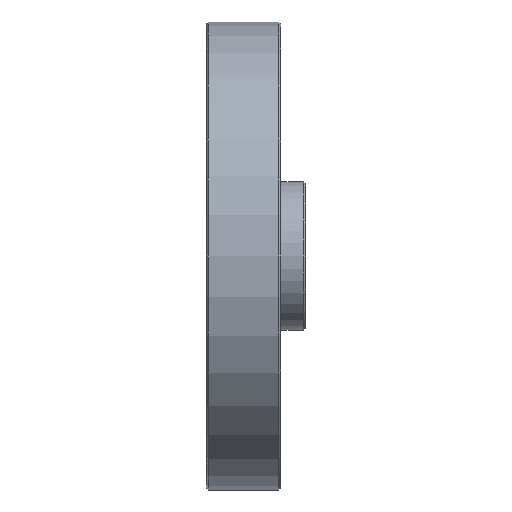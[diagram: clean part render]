
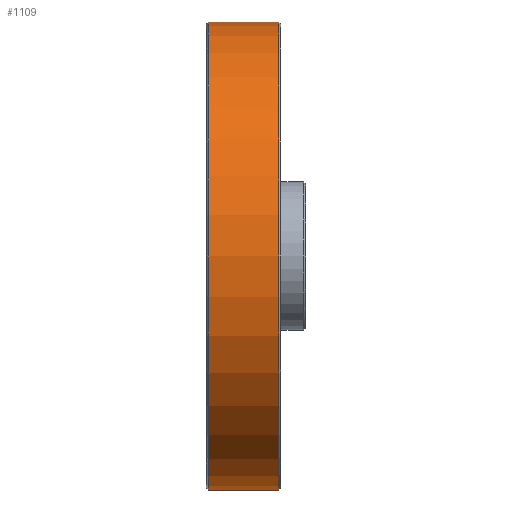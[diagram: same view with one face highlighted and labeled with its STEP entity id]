
A CAD part, left-side view. The second image highlights one B-rep face of the part: STEP entity #1109.
In plain terms, the highlighted cylindrical face has radius 30 mm (diameter 60 mm), a partial arc.
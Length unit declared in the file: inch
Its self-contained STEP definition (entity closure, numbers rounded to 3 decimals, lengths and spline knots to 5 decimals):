
#42 = ORIENTED_EDGE ( 'NONE', *, *, #565, .T. ) ;
#143 = CARTESIAN_POINT ( 'NONE',  ( 0., -0.17766, 1.1811 ) ) ;
#161 = VECTOR ( 'NONE', #786, 39.37008 ) ;
#564 = CARTESIAN_POINT ( 'NONE',  ( 0., 0.17766, -1.1811 ) ) ;
#565 = EDGE_CURVE ( 'NONE', #978, #3598, #3921, .T. ) ;
#685 = DIRECTION ( 'NONE',  ( 0., -1., 0. ) ) ;
#786 = DIRECTION ( 'NONE',  ( 0., -1., 0. ) ) ;
#943 = AXIS2_PLACEMENT_3D ( 'NONE', #3439, #2278, #3761 ) ;
#978 = VERTEX_POINT ( 'NONE', #1892 ) ;
#1019 = ORIENTED_EDGE ( 'NONE', *, *, #1751, .F. ) ;
#1109 = ADVANCED_FACE ( 'NONE', ( #1646 ), #3780, .T. ) ;
#1188 = EDGE_CURVE ( 'NONE', #3489, #2355, #3914, .T. ) ;
#1424 = LINE ( 'NONE', #2015, #161 ) ;
#1456 = AXIS2_PLACEMENT_3D ( 'NONE', #3196, #2869, #3179 ) ;
#1483 = LINE ( 'NONE', #2671, #2001 ) ;
#1646 = FACE_OUTER_BOUND ( 'NONE', #2679, .T. ) ;
#1751 = EDGE_CURVE ( 'NONE', #978, #2355, #1483, .T. ) ;
#1891 = EDGE_CURVE ( 'NONE', #3598, #3489, #1424, .T. ) ;
#1892 = CARTESIAN_POINT ( 'NONE',  ( 0., 0.17766, 1.1811 ) ) ;
#2001 = VECTOR ( 'NONE', #3889, 39.37008 ) ;
#2015 = CARTESIAN_POINT ( 'NONE',  ( 0., 0.1875, -1.1811 ) ) ;
#2089 = AXIS2_PLACEMENT_3D ( 'NONE', #3385, #685, #2778 ) ;
#2278 = DIRECTION ( 'NONE',  ( 0., -1., 0. ) ) ;
#2355 = VERTEX_POINT ( 'NONE', #143 ) ;
#2595 = ORIENTED_EDGE ( 'NONE', *, *, #1891, .T. ) ;
#2671 = CARTESIAN_POINT ( 'NONE',  ( 0., 0.1875, 1.1811 ) ) ;
#2679 = EDGE_LOOP ( 'NONE', ( #1019, #42, #2595, #3491 ) ) ;
#2778 = DIRECTION ( 'NONE',  ( 0., 0., 1. ) ) ;
#2853 = CARTESIAN_POINT ( 'NONE',  ( 0., -0.17766, -1.1811 ) ) ;
#2869 = DIRECTION ( 'NONE',  ( 0., 1., 0. ) ) ;
#3179 = DIRECTION ( 'NONE',  ( 0., 0., 1. ) ) ;
#3196 = CARTESIAN_POINT ( 'NONE',  ( 0., -0.17766, 0. ) ) ;
#3385 = CARTESIAN_POINT ( 'NONE',  ( 0., 0.17766, 0. ) ) ;
#3439 = CARTESIAN_POINT ( 'NONE',  ( 0., 0.1875, 0. ) ) ;
#3489 = VERTEX_POINT ( 'NONE', #2853 ) ;
#3491 = ORIENTED_EDGE ( 'NONE', *, *, #1188, .T. ) ;
#3598 = VERTEX_POINT ( 'NONE', #564 ) ;
#3761 = DIRECTION ( 'NONE',  ( 0., 0., -1. ) ) ;
#3780 = CYLINDRICAL_SURFACE ( 'NONE', #943, 1.1811 ) ;
#3889 = DIRECTION ( 'NONE',  ( 0., -1., 0. ) ) ;
#3914 = CIRCLE ( 'NONE', #1456, 1.1811 ) ;
#3921 = CIRCLE ( 'NONE', #2089, 1.1811 ) ;
